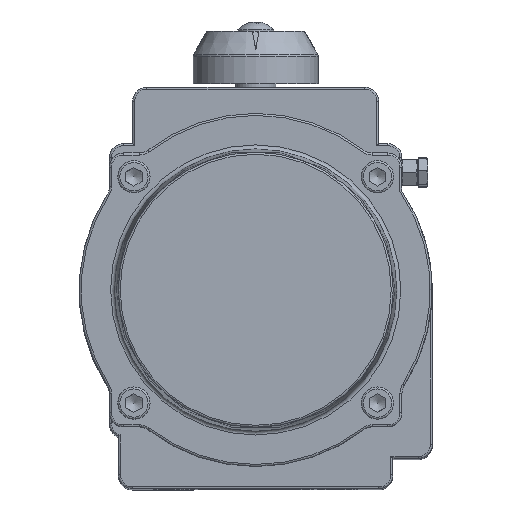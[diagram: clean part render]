
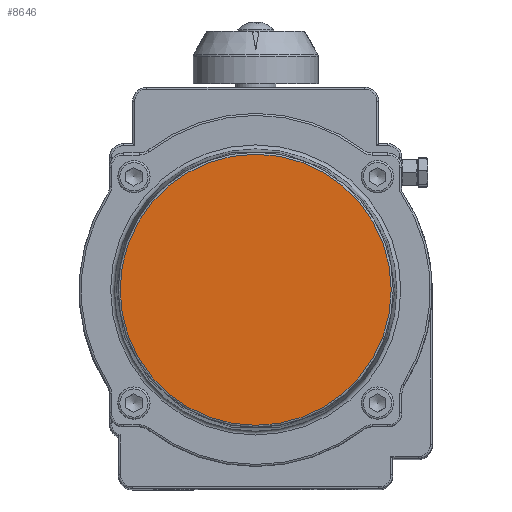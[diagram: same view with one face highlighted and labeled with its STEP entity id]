
A CAD part, top view. The second image highlights one B-rep face of the part: STEP entity #8646.
In plain terms, the highlighted planar face has unit normal (0, 0, 1).
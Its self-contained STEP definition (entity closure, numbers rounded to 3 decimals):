
#557=PLANE('',#9402);
#2192=FACE_OUTER_BOUND('',#2716,.T.);
#2716=EDGE_LOOP('',(#6490));
#3246=CIRCLE('',#9401,67.17);
#3867=VERTEX_POINT('',#14017);
#4819=EDGE_CURVE('',#3867,#3867,#3246,.T.);
#6490=ORIENTED_EDGE('',*,*,#4819,.F.);
#8646=ADVANCED_FACE('',(#2192),#557,.T.);
#9401=AXIS2_PLACEMENT_3D('',#14019,#10946,#10947);
#9402=AXIS2_PLACEMENT_3D('',#14020,#10948,#10949);
#10946=DIRECTION('center_axis',(0.,0.,-1.));
#10947=DIRECTION('ref_axis',(-1.,0.,0.));
#10948=DIRECTION('center_axis',(0.,0.,1.));
#10949=DIRECTION('ref_axis',(1.,0.,0.));
#14017=CARTESIAN_POINT('',(67.17,0.,232.5));
#14019=CARTESIAN_POINT('Origin',(0.,0.,232.5));
#14020=CARTESIAN_POINT('Origin',(0.,0.,232.5));
